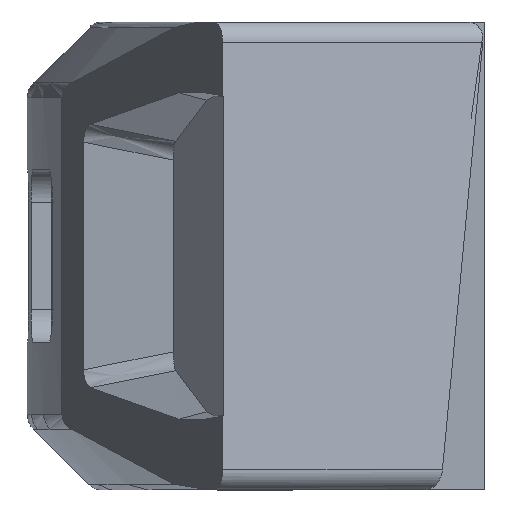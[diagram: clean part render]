
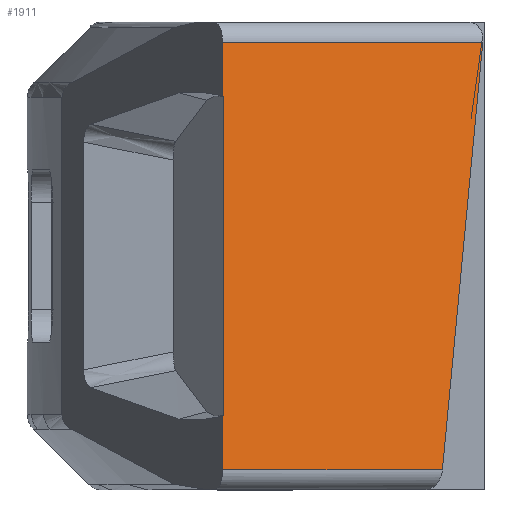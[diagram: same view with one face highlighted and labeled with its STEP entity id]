
A CAD part, front view. The second image highlights one B-rep face of the part: STEP entity #1911.
In plain terms, the highlighted planar face has unit normal (0.412, -0.911, 0).
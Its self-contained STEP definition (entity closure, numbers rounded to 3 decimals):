
#114 = CARTESIAN_POINT ( 'NONE',  ( -630.725, -41.991, -58.922 ) ) ;
#189 = LINE ( 'NONE', #2047, #4519 ) ;
#265 = VERTEX_POINT ( 'NONE', #5277 ) ;
#326 = EDGE_CURVE ( 'NONE', #5738, #3446, #2057, .T. ) ;
#591 = CARTESIAN_POINT ( 'NONE',  ( -597.951, -27.17, -67. ) ) ;
#725 = DIRECTION ( 'NONE',  ( 0.094, 0.042, 0.995 ) ) ;
#919 = VECTOR ( 'NONE', #2944, 1000. ) ;
#1099 = CARTESIAN_POINT ( 'NONE',  ( -630.826, -42.037, -11.051 ) ) ;
#1217 = DIRECTION ( 'NONE',  ( 0.911, 0.412, 0. ) ) ;
#1267 = ORIENTED_EDGE ( 'NONE', *, *, #3269, .F. ) ;
#1275 = ORIENTED_EDGE ( 'NONE', *, *, #326, .F. ) ;
#1433 = ORIENTED_EDGE ( 'NONE', *, *, #6775, .F. ) ;
#1677 = CARTESIAN_POINT ( 'NONE',  ( -591.912, -24.439, -3. ) ) ;
#1911 = ADVANCED_FACE ( 'NONE', ( #2410 ), #2403, .F. ) ;
#2047 = CARTESIAN_POINT ( 'NONE',  ( -630.725, -41.991, -70. ) ) ;
#2057 = B_SPLINE_CURVE_WITH_KNOTS ( 'NONE', 3,
 ( #6107, #4380, #4962, #7240 ),
 .UNSPECIFIED., .F., .F.,
 ( 4, 4 ),
 ( 0., 0. ),
 .UNSPECIFIED. ) ;
#2188 = VERTEX_POINT ( 'NONE', #3790 ) ;
#2285 = CARTESIAN_POINT ( 'NONE',  ( -630.793, -42.022, -11.06 ) ) ;
#2369 = ORIENTED_EDGE ( 'NONE', *, *, #7314, .F. ) ;
#2403 = PLANE ( 'NONE',  #4308 ) ;
#2408 = VERTEX_POINT ( 'NONE', #4716 ) ;
#2410 = FACE_OUTER_BOUND ( 'NONE', #7246, .T. ) ;
#2606 = DIRECTION ( 'NONE',  ( -0.412, 0.911, 0. ) ) ;
#2674 = ORIENTED_EDGE ( 'NONE', *, *, #4056, .F. ) ;
#2728 = CARTESIAN_POINT ( 'NONE',  ( -630.826, -42.037, -70. ) ) ;
#2803 = EDGE_CURVE ( 'NONE', #7258, #2408, #4079, .T. ) ;
#2896 = CARTESIAN_POINT ( 'NONE',  ( -630.826, -42.037, -3. ) ) ;
#2914 = CARTESIAN_POINT ( 'NONE',  ( -630.826, -42.037, -70. ) ) ;
#2944 = DIRECTION ( 'NONE',  ( -0.911, -0.412, 0. ) ) ;
#3122 = B_SPLINE_CURVE_WITH_KNOTS ( 'NONE', 3,
 ( #6748, #3395, #2285, #1099 ),
 .UNSPECIFIED., .F., .F.,
 ( 4, 4 ),
 ( 0., 0. ),
 .UNSPECIFIED. ) ;
#3269 = EDGE_CURVE ( 'NONE', #2188, #6956, #3122, .T. ) ;
#3282 = VERTEX_POINT ( 'NONE', #1677 ) ;
#3379 = LINE ( 'NONE', #2914, #6876 ) ;
#3395 = CARTESIAN_POINT ( 'NONE',  ( -630.759, -42.007, -11.069 ) ) ;
#3446 = VERTEX_POINT ( 'NONE', #114 ) ;
#3505 = CARTESIAN_POINT ( 'NONE',  ( -598.58, -27.455, -73.665 ) ) ;
#3790 = CARTESIAN_POINT ( 'NONE',  ( -630.725, -41.991, -11.079 ) ) ;
#3975 = LINE ( 'NONE', #3505, #5708 ) ;
#4056 = EDGE_CURVE ( 'NONE', #265, #3282, #6893, .T. ) ;
#4079 = LINE ( 'NONE', #5144, #919 ) ;
#4308 = AXIS2_PLACEMENT_3D ( 'NONE', #6517, #2606, #5393 ) ;
#4380 = CARTESIAN_POINT ( 'NONE',  ( -630.793, -42.022, -58.94 ) ) ;
#4519 = VECTOR ( 'NONE', #6532, 1000. ) ;
#4716 = CARTESIAN_POINT ( 'NONE',  ( -630.826, -42.037, -67. ) ) ;
#4846 = LINE ( 'NONE', #2728, #7052 ) ;
#4865 = ORIENTED_EDGE ( 'NONE', *, *, #4995, .F. ) ;
#4962 = CARTESIAN_POINT ( 'NONE',  ( -630.759, -42.007, -58.931 ) ) ;
#4995 = EDGE_CURVE ( 'NONE', #3446, #2188, #189, .T. ) ;
#5086 = DIRECTION ( 'NONE',  ( 0., 0., 1. ) ) ;
#5144 = CARTESIAN_POINT ( 'NONE',  ( -630.826, -42.037, -67. ) ) ;
#5277 = CARTESIAN_POINT ( 'NONE',  ( -630.826, -42.037, -3. ) ) ;
#5295 = CARTESIAN_POINT ( 'NONE',  ( -630.826, -42.037, -11.051 ) ) ;
#5393 = DIRECTION ( 'NONE',  ( -0.911, -0.412, 0. ) ) ;
#5622 = DIRECTION ( 'NONE',  ( 0., 0., 1. ) ) ;
#5708 = VECTOR ( 'NONE', #725, 1000. ) ;
#5738 = VERTEX_POINT ( 'NONE', #6422 ) ;
#5775 = ORIENTED_EDGE ( 'NONE', *, *, #2803, .F. ) ;
#6107 = CARTESIAN_POINT ( 'NONE',  ( -630.826, -42.037, -58.95 ) ) ;
#6422 = CARTESIAN_POINT ( 'NONE',  ( -630.826, -42.037, -58.95 ) ) ;
#6495 = EDGE_CURVE ( 'NONE', #7258, #3282, #3975, .T. ) ;
#6517 = CARTESIAN_POINT ( 'NONE',  ( -630.826, -42.037, -70. ) ) ;
#6532 = DIRECTION ( 'NONE',  ( 0., 0., 1. ) ) ;
#6684 = ORIENTED_EDGE ( 'NONE', *, *, #6495, .T. ) ;
#6748 = CARTESIAN_POINT ( 'NONE',  ( -630.725, -41.991, -11.079 ) ) ;
#6775 = EDGE_CURVE ( 'NONE', #2408, #5738, #3379, .T. ) ;
#6876 = VECTOR ( 'NONE', #5622, 1000. ) ;
#6893 = LINE ( 'NONE', #2896, #7263 ) ;
#6956 = VERTEX_POINT ( 'NONE', #5295 ) ;
#7052 = VECTOR ( 'NONE', #5086, 1000. ) ;
#7240 = CARTESIAN_POINT ( 'NONE',  ( -630.725, -41.991, -58.922 ) ) ;
#7246 = EDGE_LOOP ( 'NONE', ( #6684, #2674, #2369, #1267, #4865, #1275, #1433, #5775 ) ) ;
#7258 = VERTEX_POINT ( 'NONE', #591 ) ;
#7263 = VECTOR ( 'NONE', #1217, 1000. ) ;
#7314 = EDGE_CURVE ( 'NONE', #6956, #265, #4846, .T. ) ;
